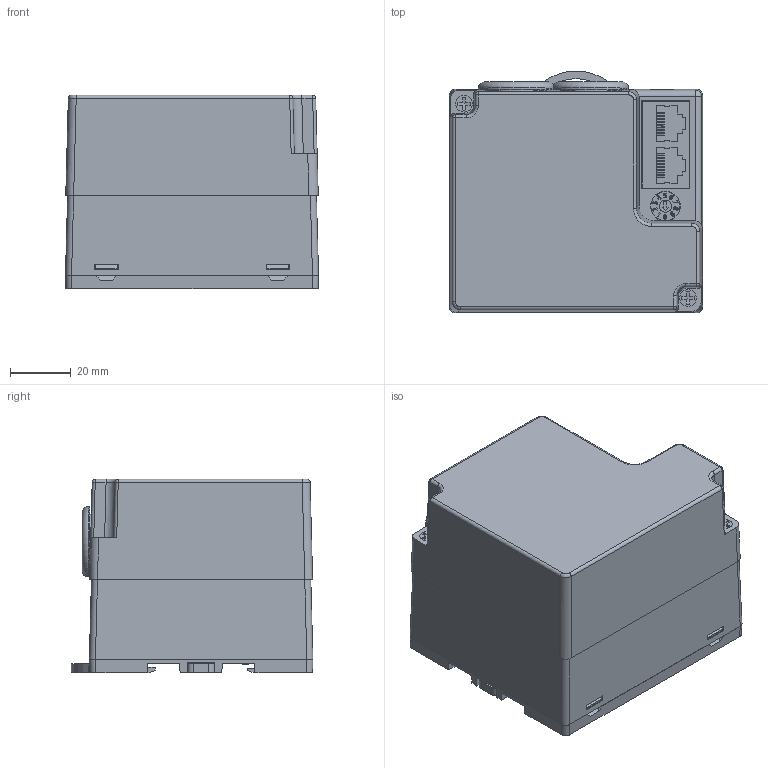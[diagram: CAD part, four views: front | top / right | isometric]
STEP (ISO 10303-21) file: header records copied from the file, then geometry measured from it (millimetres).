
FILE_DESCRIPTION(/* description */ (''),/* implementation_level */ '2;1');
FILE_NAME(/* name */ '',/* time_stamp */ '2025-05-09T15:47:34+08:00',/* author */ (''),/* organization */ (''),/* preprocessor_version */ 'ST-DEVELOPER v14',/* originating_system */ 'SIEMENS PLM Software NX 8.0',/* authorisation */ '');
FILE_SCHEMA (('AUTOMOTIVE_DESIGN { 1 0 10303 214 3 1 1 1 }'));
Products named in the file (1): MP5R-I08B-16_stp
Bounding box: 83.42 x 79.71 x 63.8 mm (x, y, z)
Volume: 33368.5 mm3; surface area: 63378.5 mm2
Topology: 3 solids, 8 shells, 1539 faces, 4162 edges, 2754 vertices
Faces by surface type: plane 1060, cylinder 341, extrusion 89, bspline 30, cone 10, sphere 5, torus 4
Full cylindrical faces by diameter (mm): 1.168 x32, 1.178 x32, 2.5 x2, 3 x32, 4 x1, 5.5 x4, 9.6 x1, 9.8 x1
Entity records: 62618 total; most frequent: CARTESIAN_POINT 25150, ORIENTED_EDGE 7912, DIRECTION 7042, EDGE_CURVE 3956, VECTOR 2932, LINE 2843, VERTEX_POINT 2666, AXIS2_PLACEMENT_3D 2055
